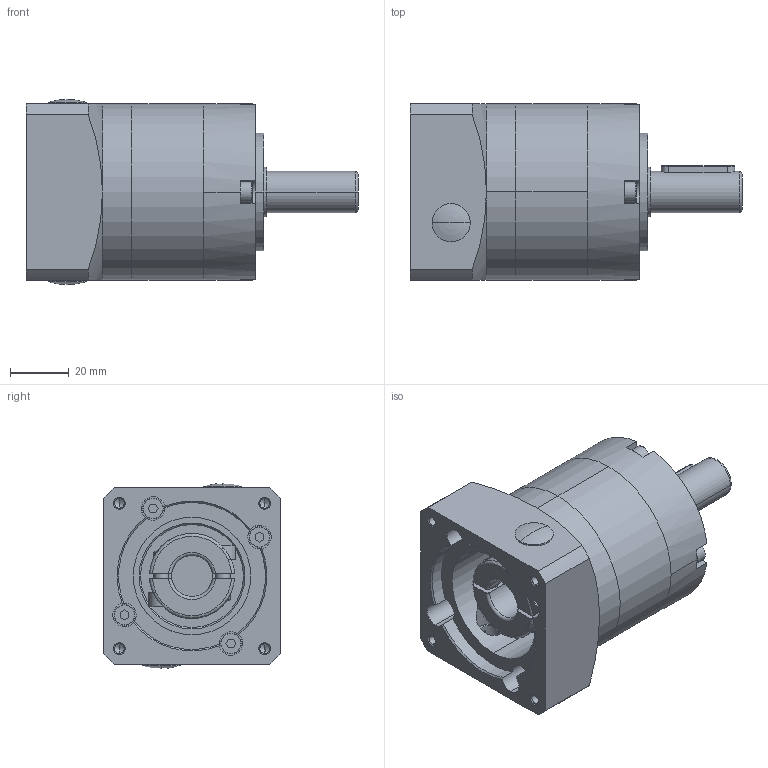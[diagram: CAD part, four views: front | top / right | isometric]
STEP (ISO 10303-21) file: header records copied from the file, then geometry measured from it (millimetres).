
FILE_DESCRIPTION (( 'STEP AP203' ), '1' );
FILE_NAME ('JAE060-L1-14-50-70-M4.STEP', '2022-03-08T14:44:22', ( '' ), ( '' ), 'SwSTEP 2.0', 'SolidWorks 2018', '' );
FILE_SCHEMA (( 'CONFIG_CONTROL_DESIGN' ));
Length unit declared in the file: millimetre
Products named in the file (1): JAE060-L1-14-50-70-M4
Bounding box: 113 x 60 x 63 mm (x, y, z)
Volume: 210892.5 mm3; surface area: 53010.4 mm2
Topology: 18 solids, 18 shells, 474 faces, 1154 edges, 721 vertices
Faces by surface type: plane 197, cylinder 138, cone 65, torus 42, bspline 28, sphere 4
Entity records: 14994 total; most frequent: CARTESIAN_POINT 3805, DIRECTION 2398, ORIENTED_EDGE 2264, EDGE_CURVE 1132, AXIS2_PLACEMENT_3D 937, VERTEX_POINT 721, LINE 524, VECTOR 524
